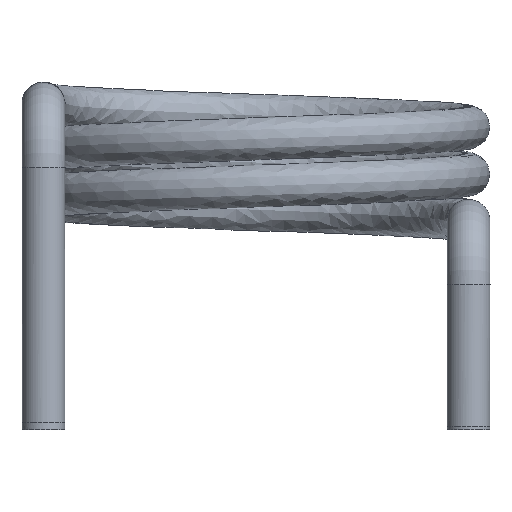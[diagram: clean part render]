
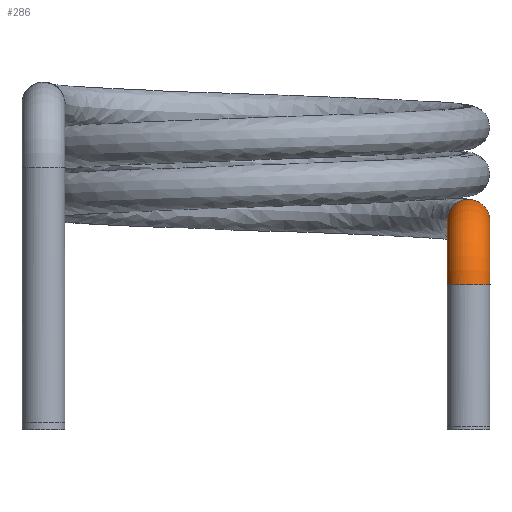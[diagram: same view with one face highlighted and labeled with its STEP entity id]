
A CAD part, front view. The second image highlights one B-rep face of the part: STEP entity #286.
In plain terms, the highlighted toroidal (fillet/blend) face has major radius 4.5 mm and minor radius 1.51 mm.
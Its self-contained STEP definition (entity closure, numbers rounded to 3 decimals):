
#14=CIRCLE('',#312,2.99);
#16=TOROIDAL_SURFACE('',#311,4.5,1.51);
#45=FACE_OUTER_BOUND('',#63,.T.);
#63=EDGE_LOOP('',(#250,#251,#252,#253,#254,#255,#256,#257));
#106=B_SPLINE_CURVE_WITH_KNOTS('',3,(#1909,#1910,#1911,#1912,#1913,#1914,
#1915,#1916,#1917,#1918),.UNSPECIFIED.,.F.,.F.,(4,2,2,2,4),(0.,0.056,
0.112,0.168,0.224),.UNSPECIFIED.);
#107=B_SPLINE_CURVE_WITH_KNOTS('',3,(#1920,#1921,#1922,#1923,#1924,#1925,
#1926,#1927,#1928,#1929),.UNSPECIFIED.,.F.,.F.,(4,2,2,2,4),(0.224,
0.28,0.335,0.391,0.447),
 .UNSPECIFIED.);
#108=B_SPLINE_CURVE_WITH_KNOTS('',3,(#1931,#1932,#1933,#1934,#1935,#1936,
#1937,#1938,#1939,#1940),.UNSPECIFIED.,.F.,.F.,(4,2,2,2,4),(0.447,
0.503,0.559,0.615,0.671),
 .UNSPECIFIED.);
#109=B_SPLINE_CURVE_WITH_KNOTS('',3,(#1941,#1942,#1943,#1944,#1945,#1946,
#1947,#1948,#1949,#1950),.UNSPECIFIED.,.F.,.F.,(4,2,2,2,4),(0.671,
0.727,0.783,0.839,0.895),
 .UNSPECIFIED.);
#110=B_SPLINE_CURVE_WITH_KNOTS('',3,(#1954,#1955,#1956,#1957,#1958,#1959,
#1960,#1961,#1962,#1963,#1964,#1965,#1966,#1967,#1968,#1969,#1970,#1971),
 .UNSPECIFIED.,.F.,.F.,(4,2,2,2,2,2,2,2,4),(0.447,0.503,
0.559,0.615,0.671,0.727,
0.783,0.839,0.895),.UNSPECIFIED.);
#111=B_SPLINE_CURVE_WITH_KNOTS('',3,(#1973,#1974,#1975,#1976,#1977,#1978,
#1979,#1980,#1981,#1982,#1983,#1984,#1985,#1986,#1987,#1988,#1989,#1990),
 .UNSPECIFIED.,.F.,.F.,(4,2,2,2,2,2,2,2,4),(0.,0.056,0.112,
0.168,0.224,0.28,0.335,
0.391,0.447),.UNSPECIFIED.);
#134=VERTEX_POINT('',#1906);
#135=VERTEX_POINT('',#1908);
#136=VERTEX_POINT('',#1919);
#137=VERTEX_POINT('',#1930);
#138=VERTEX_POINT('',#1952);
#139=VERTEX_POINT('',#1953);
#173=EDGE_CURVE('',#135,#134,#106,.F.);
#174=EDGE_CURVE('',#136,#135,#107,.F.);
#175=EDGE_CURVE('',#137,#136,#108,.F.);
#176=EDGE_CURVE('',#134,#137,#109,.F.);
#177=EDGE_CURVE('',#138,#139,#110,.F.);
#178=EDGE_CURVE('',#139,#136,#14,.T.);
#179=EDGE_CURVE('',#139,#138,#111,.F.);
#250=ORIENTED_EDGE('',*,*,#177,.T.);
#251=ORIENTED_EDGE('',*,*,#178,.T.);
#252=ORIENTED_EDGE('',*,*,#174,.T.);
#253=ORIENTED_EDGE('',*,*,#173,.T.);
#254=ORIENTED_EDGE('',*,*,#176,.T.);
#255=ORIENTED_EDGE('',*,*,#175,.T.);
#256=ORIENTED_EDGE('',*,*,#178,.F.);
#257=ORIENTED_EDGE('',*,*,#179,.T.);
#286=ADVANCED_FACE('',(#45),#16,.T.);
#311=AXIS2_PLACEMENT_3D('',#1951,#339,#340);
#312=AXIS2_PLACEMENT_3D('',#1972,#341,#342);
#339=DIRECTION('center_axis',(-1.,0.,0.));
#340=DIRECTION('ref_axis',(0.,0.,-1.));
#341=DIRECTION('center_axis',(1.,0.,0.));
#342=DIRECTION('ref_axis',(0.,0.,-1.));
#1906=CARTESIAN_POINT('',(15.002,-21.01,-4.443));
#1908=CARTESIAN_POINT('',(13.492,-19.5,-4.443));
#1909=CARTESIAN_POINT('Ctrl Pts',(15.002,-21.01,-4.443));
#1910=CARTESIAN_POINT('Ctrl Pts',(14.816,-21.01,-4.443));
#1911=CARTESIAN_POINT('Ctrl Pts',(14.596,-20.966,-4.443));
#1912=CARTESIAN_POINT('Ctrl Pts',(14.252,-20.824,-4.443));
#1913=CARTESIAN_POINT('Ctrl Pts',(14.066,-20.699,-4.443));
#1914=CARTESIAN_POINT('Ctrl Pts',(13.802,-20.436,-4.443));
#1915=CARTESIAN_POINT('Ctrl Pts',(13.678,-20.25,-4.443));
#1916=CARTESIAN_POINT('Ctrl Pts',(13.536,-19.906,-4.443));
#1917=CARTESIAN_POINT('Ctrl Pts',(13.492,-19.686,-4.443));
#1918=CARTESIAN_POINT('Ctrl Pts',(13.492,-19.5,-4.443));
#1919=CARTESIAN_POINT('',(15.002,-17.99,-4.443));
#1920=CARTESIAN_POINT('Ctrl Pts',(13.492,-19.5,-4.443));
#1921=CARTESIAN_POINT('Ctrl Pts',(13.492,-19.314,-4.443));
#1922=CARTESIAN_POINT('Ctrl Pts',(13.536,-19.094,-4.443));
#1923=CARTESIAN_POINT('Ctrl Pts',(13.678,-18.75,-4.443));
#1924=CARTESIAN_POINT('Ctrl Pts',(13.802,-18.564,-4.443));
#1925=CARTESIAN_POINT('Ctrl Pts',(14.066,-18.3,-4.443));
#1926=CARTESIAN_POINT('Ctrl Pts',(14.252,-18.176,-4.443));
#1927=CARTESIAN_POINT('Ctrl Pts',(14.596,-18.034,-4.443));
#1928=CARTESIAN_POINT('Ctrl Pts',(14.816,-17.99,-4.443));
#1929=CARTESIAN_POINT('Ctrl Pts',(15.002,-17.99,-4.443));
#1930=CARTESIAN_POINT('',(16.512,-19.5,-4.443));
#1931=CARTESIAN_POINT('Ctrl Pts',(15.002,-17.99,-4.443));
#1932=CARTESIAN_POINT('Ctrl Pts',(15.188,-17.99,-4.443));
#1933=CARTESIAN_POINT('Ctrl Pts',(15.408,-18.034,-4.443));
#1934=CARTESIAN_POINT('Ctrl Pts',(15.752,-18.176,-4.443));
#1935=CARTESIAN_POINT('Ctrl Pts',(15.938,-18.3,-4.443));
#1936=CARTESIAN_POINT('Ctrl Pts',(16.201,-18.564,-4.443));
#1937=CARTESIAN_POINT('Ctrl Pts',(16.326,-18.75,-4.443));
#1938=CARTESIAN_POINT('Ctrl Pts',(16.468,-19.094,-4.443));
#1939=CARTESIAN_POINT('Ctrl Pts',(16.512,-19.314,-4.443));
#1940=CARTESIAN_POINT('Ctrl Pts',(16.512,-19.5,-4.443));
#1941=CARTESIAN_POINT('Ctrl Pts',(16.512,-19.5,-4.443));
#1942=CARTESIAN_POINT('Ctrl Pts',(16.512,-19.686,-4.443));
#1943=CARTESIAN_POINT('Ctrl Pts',(16.468,-19.906,-4.443));
#1944=CARTESIAN_POINT('Ctrl Pts',(16.326,-20.25,-4.443));
#1945=CARTESIAN_POINT('Ctrl Pts',(16.201,-20.436,-4.443));
#1946=CARTESIAN_POINT('Ctrl Pts',(15.938,-20.699,-4.443));
#1947=CARTESIAN_POINT('Ctrl Pts',(15.752,-20.824,-4.443));
#1948=CARTESIAN_POINT('Ctrl Pts',(15.408,-20.966,-4.443));
#1949=CARTESIAN_POINT('Ctrl Pts',(15.188,-21.01,-4.443));
#1950=CARTESIAN_POINT('Ctrl Pts',(15.002,-21.01,-4.443));
#1951=CARTESIAN_POINT('Origin',(15.002,-15.,-4.457));
#1952=CARTESIAN_POINT('',(15.002,-15.041,1.553));
#1953=CARTESIAN_POINT('',(15.002,-15.041,-1.467));
#1954=CARTESIAN_POINT('Ctrl Pts',(15.002,-15.041,-1.467));
#1955=CARTESIAN_POINT('Ctrl Pts',(14.816,-15.041,-1.467));
#1956=CARTESIAN_POINT('Ctrl Pts',(14.596,-15.041,-1.423));
#1957=CARTESIAN_POINT('Ctrl Pts',(14.252,-15.041,-1.281));
#1958=CARTESIAN_POINT('Ctrl Pts',(14.066,-15.041,-1.156));
#1959=CARTESIAN_POINT('Ctrl Pts',(13.802,-15.041,-0.893));
#1960=CARTESIAN_POINT('Ctrl Pts',(13.678,-15.041,-0.707));
#1961=CARTESIAN_POINT('Ctrl Pts',(13.536,-15.041,-0.362));
#1962=CARTESIAN_POINT('Ctrl Pts',(13.492,-15.041,-0.143));
#1963=CARTESIAN_POINT('Ctrl Pts',(13.492,-15.041,0.23));
#1964=CARTESIAN_POINT('Ctrl Pts',(13.536,-15.041,0.449));
#1965=CARTESIAN_POINT('Ctrl Pts',(13.678,-15.041,0.793));
#1966=CARTESIAN_POINT('Ctrl Pts',(13.802,-15.041,0.979));
#1967=CARTESIAN_POINT('Ctrl Pts',(14.066,-15.041,1.243));
#1968=CARTESIAN_POINT('Ctrl Pts',(14.252,-15.041,1.367));
#1969=CARTESIAN_POINT('Ctrl Pts',(14.596,-15.041,1.51));
#1970=CARTESIAN_POINT('Ctrl Pts',(14.816,-15.041,1.553));
#1971=CARTESIAN_POINT('Ctrl Pts',(15.002,-15.041,1.553));
#1972=CARTESIAN_POINT('Origin',(15.002,-15.,-4.457));
#1973=CARTESIAN_POINT('Ctrl Pts',(15.002,-15.041,1.553));
#1974=CARTESIAN_POINT('Ctrl Pts',(15.188,-15.041,1.553));
#1975=CARTESIAN_POINT('Ctrl Pts',(15.408,-15.041,1.51));
#1976=CARTESIAN_POINT('Ctrl Pts',(15.752,-15.041,1.367));
#1977=CARTESIAN_POINT('Ctrl Pts',(15.938,-15.041,1.243));
#1978=CARTESIAN_POINT('Ctrl Pts',(16.201,-15.041,0.979));
#1979=CARTESIAN_POINT('Ctrl Pts',(16.326,-15.041,0.793));
#1980=CARTESIAN_POINT('Ctrl Pts',(16.468,-15.041,0.449));
#1981=CARTESIAN_POINT('Ctrl Pts',(16.512,-15.041,0.23));
#1982=CARTESIAN_POINT('Ctrl Pts',(16.512,-15.041,-0.143));
#1983=CARTESIAN_POINT('Ctrl Pts',(16.468,-15.041,-0.362));
#1984=CARTESIAN_POINT('Ctrl Pts',(16.326,-15.041,-0.707));
#1985=CARTESIAN_POINT('Ctrl Pts',(16.201,-15.041,-0.893));
#1986=CARTESIAN_POINT('Ctrl Pts',(15.938,-15.041,-1.156));
#1987=CARTESIAN_POINT('Ctrl Pts',(15.752,-15.041,-1.281));
#1988=CARTESIAN_POINT('Ctrl Pts',(15.408,-15.041,-1.423));
#1989=CARTESIAN_POINT('Ctrl Pts',(15.188,-15.041,-1.467));
#1990=CARTESIAN_POINT('Ctrl Pts',(15.002,-15.041,-1.467));
